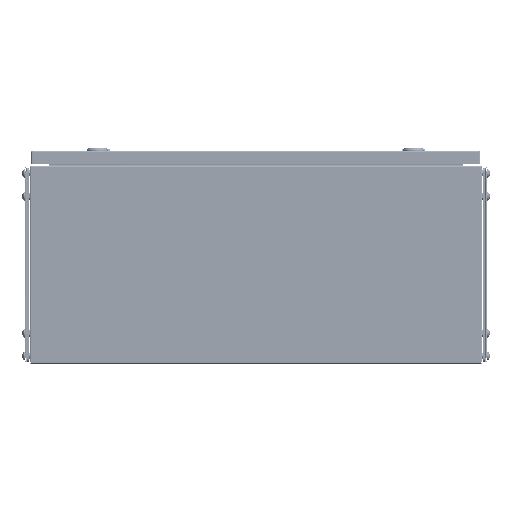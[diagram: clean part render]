
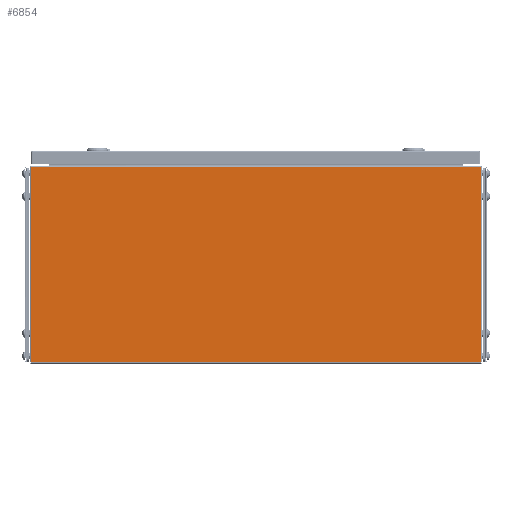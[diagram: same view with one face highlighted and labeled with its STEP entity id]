
A CAD part, left-side view. The second image highlights one B-rep face of the part: STEP entity #6854.
In plain terms, the highlighted planar face has unit normal (-1, 0, 0).
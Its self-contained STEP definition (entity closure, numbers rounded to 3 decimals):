
#2054 = EDGE_CURVE ( 'NONE', #40338, #4611, #51700, .T. ) ;
#3561 = VECTOR ( 'NONE', #31453, 1000. ) ;
#4611 = VERTEX_POINT ( 'NONE', #22409 ) ;
#5682 = CARTESIAN_POINT ( 'NONE',  ( -400., 295.5, 1. ) ) ;
#6854 = ADVANCED_FACE ( 'NONE', ( #22861 ), #57962, .F. ) ;
#7728 = ORIENTED_EDGE ( 'NONE', *, *, #13257, .F. ) ;
#11140 = CARTESIAN_POINT ( 'NONE',  ( -400., -295.5, 257.5 ) ) ;
#12379 = AXIS2_PLACEMENT_3D ( 'NONE', #78278, #56638, #84174 ) ;
#13257 = EDGE_CURVE ( 'NONE', #15186, #4611, #20520, .T. ) ;
#13791 = DIRECTION ( 'NONE',  ( 0., 1., 0. ) ) ;
#14925 = CARTESIAN_POINT ( 'NONE',  ( -400., -295.5, 1. ) ) ;
#15186 = VERTEX_POINT ( 'NONE', #14925 ) ;
#20520 = LINE ( 'NONE', #5682, #59155 ) ;
#22409 = CARTESIAN_POINT ( 'NONE',  ( -400., 295.5, 1. ) ) ;
#22861 = FACE_OUTER_BOUND ( 'NONE', #35412, .T. ) ;
#23603 = LINE ( 'NONE', #51068, #31015 ) ;
#28379 = CARTESIAN_POINT ( 'NONE',  ( -400., -295.5, 257.5 ) ) ;
#31015 = VECTOR ( 'NONE', #36216, 1000. ) ;
#31453 = DIRECTION ( 'NONE',  ( 0., 0., -1. ) ) ;
#35412 = EDGE_LOOP ( 'NONE', ( #50799, #73507, #7728, #45623 ) ) ;
#36216 = DIRECTION ( 'NONE',  ( 0., 0., 1. ) ) ;
#40338 = VERTEX_POINT ( 'NONE', #42483 ) ;
#42483 = CARTESIAN_POINT ( 'NONE',  ( -400., 295.5, 257.5 ) ) ;
#45322 = LINE ( 'NONE', #11140, #70692 ) ;
#45623 = ORIENTED_EDGE ( 'NONE', *, *, #84811, .T. ) ;
#50799 = ORIENTED_EDGE ( 'NONE', *, *, #75266, .T. ) ;
#50822 = CARTESIAN_POINT ( 'NONE',  ( -400., 295.5, 0. ) ) ;
#51068 = CARTESIAN_POINT ( 'NONE',  ( -400., -295.5, 0. ) ) ;
#51700 = LINE ( 'NONE', #50822, #3561 ) ;
#54702 = VERTEX_POINT ( 'NONE', #28379 ) ;
#56638 = DIRECTION ( 'NONE',  ( 1., 0., 0. ) ) ;
#57962 = PLANE ( 'NONE',  #12379 ) ;
#59155 = VECTOR ( 'NONE', #13791, 1000. ) ;
#70692 = VECTOR ( 'NONE', #72814, 1000. ) ;
#72814 = DIRECTION ( 'NONE',  ( 0., 1., 0. ) ) ;
#73507 = ORIENTED_EDGE ( 'NONE', *, *, #2054, .T. ) ;
#75266 = EDGE_CURVE ( 'NONE', #54702, #40338, #45322, .T. ) ;
#78278 = CARTESIAN_POINT ( 'NONE',  ( -400., 0., 0. ) ) ;
#84174 = DIRECTION ( 'NONE',  ( 0., 0., -1. ) ) ;
#84811 = EDGE_CURVE ( 'NONE', #15186, #54702, #23603, .T. ) ;
